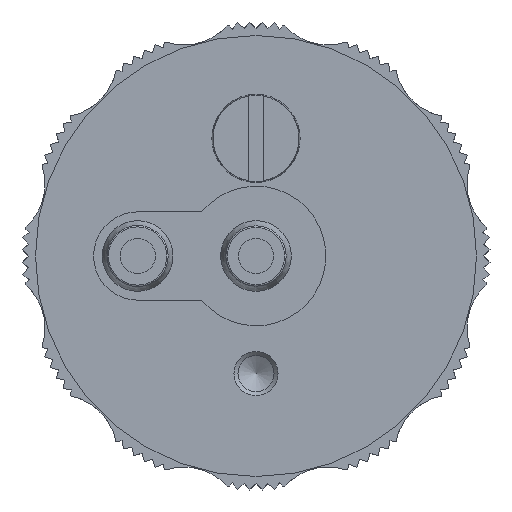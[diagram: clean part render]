
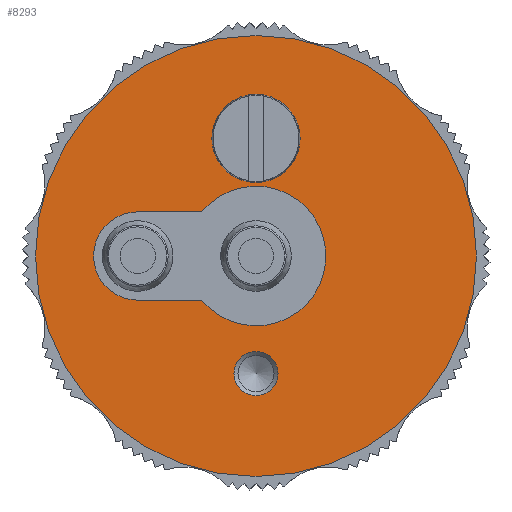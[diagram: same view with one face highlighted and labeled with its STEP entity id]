
A CAD part, front view. The second image highlights one B-rep face of the part: STEP entity #8293.
In plain terms, the highlighted planar face has unit normal (0, -1, 0).
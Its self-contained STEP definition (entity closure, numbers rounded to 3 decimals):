
#505=CIRCLE('',#8345,3.);
#706=CIRCLE('',#8949,15.);
#711=CIRCLE('',#8956,4.75);
#712=CIRCLE('',#8957,3.);
#713=CIRCLE('',#8958,1.5);
#3109=ORIENTED_EDGE('',*,*,#4391,.T.);
#3110=ORIENTED_EDGE('',*,*,#4392,.F.);
#3111=ORIENTED_EDGE('',*,*,#4393,.T.);
#3112=ORIENTED_EDGE('',*,*,#4394,.T.);
#3113=ORIENTED_EDGE('',*,*,#4395,.T.);
#3114=ORIENTED_EDGE('',*,*,#3201,.F.);
#3115=ORIENTED_EDGE('',*,*,#4386,.T.);
#3201=EDGE_CURVE('',#4431,#4431,#505,.F.);
#4386=EDGE_CURVE('',#5226,#5226,#706,.T.);
#4391=EDGE_CURVE('',#5231,#5232,#5940,.T.);
#4392=EDGE_CURVE('',#5233,#5232,#711,.F.);
#4393=EDGE_CURVE('',#5233,#5234,#5941,.T.);
#4394=EDGE_CURVE('',#5234,#5231,#712,.T.);
#4395=EDGE_CURVE('',#5235,#5235,#713,.T.);
#4431=VERTEX_POINT('',#11068);
#5226=VERTEX_POINT('',#14738);
#5231=VERTEX_POINT('',#14750);
#5232=VERTEX_POINT('',#14751);
#5233=VERTEX_POINT('',#14753);
#5234=VERTEX_POINT('',#14755);
#5235=VERTEX_POINT('',#14758);
#5940=LINE('',#14749,#6628);
#5941=LINE('',#14754,#6629);
#6628=VECTOR('',#10927,1000.);
#6629=VECTOR('',#10930,1000.);
#7067=EDGE_LOOP('',(#3109,#3110,#3111,#3112));
#7068=EDGE_LOOP('',(#3113));
#7069=EDGE_LOOP('',(#3114));
#7070=EDGE_LOOP('',(#3115));
#7557=FACE_BOUND('',#7067,.T.);
#7558=FACE_BOUND('',#7068,.T.);
#7559=FACE_BOUND('',#7069,.T.);
#7560=FACE_BOUND('',#7070,.T.);
#7873=PLANE('',#8955);
#8293=ADVANCED_FACE('',(#7557,#7558,#7559,#7560),#7873,.F.);
#8345=AXIS2_PLACEMENT_3D('',#11067,#9029,#9030);
#8949=AXIS2_PLACEMENT_3D('',#14737,#10913,#10914);
#8955=AXIS2_PLACEMENT_3D('',#14748,#10925,#10926);
#8956=AXIS2_PLACEMENT_3D('',#14752,#10928,#10929);
#8957=AXIS2_PLACEMENT_3D('',#14756,#10931,#10932);
#8958=AXIS2_PLACEMENT_3D('',#14757,#10933,#10934);
#9029=DIRECTION('',(0.,1.,0.));
#9030=DIRECTION('',(0.,0.,1.));
#10913=DIRECTION('',(0.,-1.,0.));
#10914=DIRECTION('',(0.,0.,-1.));
#10925=DIRECTION('',(0.,1.,0.));
#10926=DIRECTION('',(0.,0.,1.));
#10927=DIRECTION('',(1.,0.,0.));
#10928=DIRECTION('',(0.,1.,0.));
#10929=DIRECTION('',(0.,0.,1.));
#10930=DIRECTION('',(-1.,0.,0.));
#10931=DIRECTION('',(0.,1.,0.));
#10932=DIRECTION('',(1.,0.,0.));
#10933=DIRECTION('',(0.,1.,0.));
#10934=DIRECTION('',(1.,0.,0.));
#11067=CARTESIAN_POINT('',(0.,-3.5,8.));
#11068=CARTESIAN_POINT('',(0.,-3.5,11.));
#14737=CARTESIAN_POINT('',(0.,-3.5,0.));
#14738=CARTESIAN_POINT('',(0.,-3.5,-15.));
#14748=CARTESIAN_POINT('',(15.,-3.5,0.));
#14749=CARTESIAN_POINT('',(-8.05,-3.5,3.));
#14750=CARTESIAN_POINT('',(-8.05,-3.5,3.));
#14751=CARTESIAN_POINT('',(-3.683,-3.5,3.));
#14752=CARTESIAN_POINT('',(0.,-3.5,0.));
#14753=CARTESIAN_POINT('',(-3.683,-3.5,-3.));
#14754=CARTESIAN_POINT('',(-3.683,-3.5,-3.));
#14755=CARTESIAN_POINT('',(-8.05,-3.5,-3.));
#14756=CARTESIAN_POINT('',(-8.05,-3.5,0.));
#14757=CARTESIAN_POINT('',(0.,-3.5,-8.));
#14758=CARTESIAN_POINT('',(1.5,-3.5,-8.));
